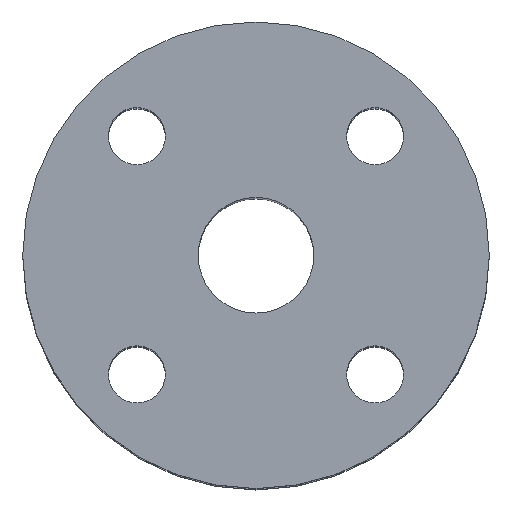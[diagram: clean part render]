
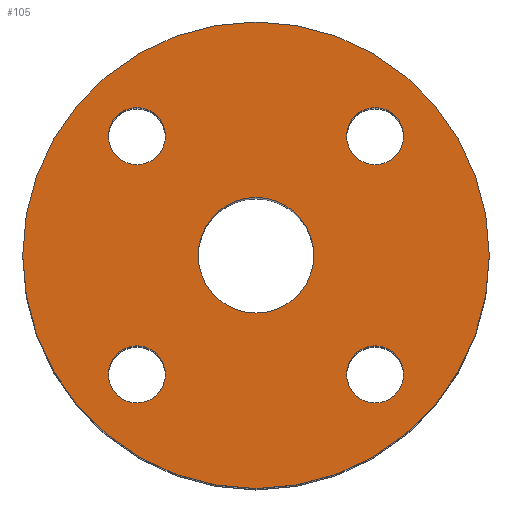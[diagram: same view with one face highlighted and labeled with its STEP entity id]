
A CAD part, top view. The second image highlights one B-rep face of the part: STEP entity #105.
In plain terms, the highlighted planar face has unit normal (0, 0, 1).
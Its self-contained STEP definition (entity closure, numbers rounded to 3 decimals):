
#6 = DIRECTION ( 'NONE',  ( 0., 0., 1. ) ) ;
#29 = VERTEX_POINT ( 'NONE', #20386 ) ;
#105 = ADVANCED_FACE ( 'NONE', ( #13601, #4404, #27740, #18537, #6707, #11629 ), #20993, .F. ) ;
#475 = CIRCLE ( 'NONE', #12261, 11.15 ) ;
#1115 = AXIS2_PLACEMENT_3D ( 'NONE', #6627, #30123, #6469 ) ;
#1956 = DIRECTION ( 'NONE',  ( 0., 0., 1. ) ) ;
#2454 = VERTEX_POINT ( 'NONE', #5085 ) ;
#2808 = CARTESIAN_POINT ( 'NONE',  ( 0., 0., 0. ) ) ;
#3517 = ORIENTED_EDGE ( 'NONE', *, *, #22263, .F. ) ;
#3550 = AXIS2_PLACEMENT_3D ( 'NONE', #25446, #22982, #30348 ) ;
#3568 = AXIS2_PLACEMENT_3D ( 'NONE', #17990, #15671, #28935 ) ;
#3744 = DIRECTION ( 'NONE',  ( 0., 0., 1. ) ) ;
#4404 = FACE_BOUND ( 'NONE', #20338, .T. ) ;
#4660 = EDGE_LOOP ( 'NONE', ( #15869, #22353 ) ) ;
#4689 = AXIS2_PLACEMENT_3D ( 'NONE', #2808, #26145, #26448 ) ;
#4885 = VERTEX_POINT ( 'NONE', #21079 ) ;
#5085 = CARTESIAN_POINT ( 'NONE',  ( 28.481, 22.981, 0. ) ) ;
#5533 = ORIENTED_EDGE ( 'NONE', *, *, #19229, .F. ) ;
#5889 = CARTESIAN_POINT ( 'NONE',  ( 22.981, -22.981, 0. ) ) ;
#6018 = CIRCLE ( 'NONE', #3568, 5.5 ) ;
#6469 = DIRECTION ( 'NONE',  ( 1., 0., 0. ) ) ;
#6530 = EDGE_CURVE ( 'NONE', #19403, #12475, #9406, .T. ) ;
#6627 = CARTESIAN_POINT ( 'NONE',  ( 0., 0., 0. ) ) ;
#6707 = FACE_BOUND ( 'NONE', #10071, .T. ) ;
#6710 = EDGE_CURVE ( 'NONE', #4885, #16059, #6018, .T. ) ;
#7596 = EDGE_LOOP ( 'NONE', ( #18034, #26452 ) ) ;
#7870 = DIRECTION ( 'NONE',  ( 0., 0., 1. ) ) ;
#8135 = EDGE_CURVE ( 'NONE', #26105, #2454, #24167, .T. ) ;
#8157 = EDGE_CURVE ( 'NONE', #12475, #19403, #12892, .T. ) ;
#8346 = DIRECTION ( 'NONE',  ( 0., -1., 0. ) ) ;
#8968 = EDGE_CURVE ( 'NONE', #16059, #4885, #24614, .T. ) ;
#9400 = CIRCLE ( 'NONE', #25590, 5.5 ) ;
#9406 = CIRCLE ( 'NONE', #26574, 45. ) ;
#9425 = VERTEX_POINT ( 'NONE', #26890 ) ;
#9540 = DIRECTION ( 'NONE',  ( 1., 0., 0. ) ) ;
#9813 = CIRCLE ( 'NONE', #28953, 5.5 ) ;
#9940 = CARTESIAN_POINT ( 'NONE',  ( 0., 0., 0. ) ) ;
#10071 = EDGE_LOOP ( 'NONE', ( #23698, #15001 ) ) ;
#10405 = DIRECTION ( 'NONE',  ( 0., 0., 1. ) ) ;
#10789 = CARTESIAN_POINT ( 'NONE',  ( 45., 0., 0. ) ) ;
#10793 = CIRCLE ( 'NONE', #12758, 5.5 ) ;
#11319 = DIRECTION ( 'NONE',  ( 1., 0., 0. ) ) ;
#11629 = FACE_OUTER_BOUND ( 'NONE', #4660, .T. ) ;
#11701 = VERTEX_POINT ( 'NONE', #26792 ) ;
#11925 = CARTESIAN_POINT ( 'NONE',  ( -28.481, 22.981, 0. ) ) ;
#12214 = AXIS2_PLACEMENT_3D ( 'NONE', #27381, #10405, #18029 ) ;
#12261 = AXIS2_PLACEMENT_3D ( 'NONE', #23999, #7870, #24158 ) ;
#12340 = AXIS2_PLACEMENT_3D ( 'NONE', #29563, #17887, #30016 ) ;
#12475 = VERTEX_POINT ( 'NONE', #20741 ) ;
#12758 = AXIS2_PLACEMENT_3D ( 'NONE', #27754, #1956, #11319 ) ;
#12892 = CIRCLE ( 'NONE', #1115, 45. ) ;
#13377 = EDGE_LOOP ( 'NONE', ( #22086, #5533 ) ) ;
#13449 = VERTEX_POINT ( 'NONE', #13982 ) ;
#13601 = FACE_BOUND ( 'NONE', #13377, .T. ) ;
#13675 = CARTESIAN_POINT ( 'NONE',  ( 17.481, 22.981, 0. ) ) ;
#13684 = EDGE_LOOP ( 'NONE', ( #3517, #16315 ) ) ;
#13982 = CARTESIAN_POINT ( 'NONE',  ( 17.481, -22.981, 0. ) ) ;
#14432 = CARTESIAN_POINT ( 'NONE',  ( -28.481, -22.981, 0. ) ) ;
#14538 = DIRECTION ( 'NONE',  ( 0., 0., 1. ) ) ;
#14625 = ORIENTED_EDGE ( 'NONE', *, *, #25662, .F. ) ;
#14921 = CARTESIAN_POINT ( 'NONE',  ( -22.981, -22.981, 0. ) ) ;
#15001 = ORIENTED_EDGE ( 'NONE', *, *, #25983, .F. ) ;
#15671 = DIRECTION ( 'NONE',  ( 0., 0., 1. ) ) ;
#15777 = ORIENTED_EDGE ( 'NONE', *, *, #23817, .F. ) ;
#15824 = AXIS2_PLACEMENT_3D ( 'NONE', #20919, #6, #9540 ) ;
#15869 = ORIENTED_EDGE ( 'NONE', *, *, #6530, .T. ) ;
#16059 = VERTEX_POINT ( 'NONE', #11925 ) ;
#16315 = ORIENTED_EDGE ( 'NONE', *, *, #8135, .F. ) ;
#17887 = DIRECTION ( 'NONE',  ( 0., 0., 1. ) ) ;
#17990 = CARTESIAN_POINT ( 'NONE',  ( -22.981, 22.981, 0. ) ) ;
#18029 = DIRECTION ( 'NONE',  ( -1., 0., 0. ) ) ;
#18034 = ORIENTED_EDGE ( 'NONE', *, *, #6710, .F. ) ;
#18086 = CARTESIAN_POINT ( 'NONE',  ( -11.15, 0., 0. ) ) ;
#18097 = CIRCLE ( 'NONE', #12214, 5.5 ) ;
#18537 = FACE_BOUND ( 'NONE', #13684, .T. ) ;
#18870 = VERTEX_POINT ( 'NONE', #18086 ) ;
#19229 = EDGE_CURVE ( 'NONE', #13449, #29, #26204, .T. ) ;
#19403 = VERTEX_POINT ( 'NONE', #10789 ) ;
#20338 = EDGE_LOOP ( 'NONE', ( #14625, #15777 ) ) ;
#20386 = CARTESIAN_POINT ( 'NONE',  ( 28.481, -22.981, 0. ) ) ;
#20509 = CARTESIAN_POINT ( 'NONE',  ( 22.981, -22.981, 0. ) ) ;
#20741 = CARTESIAN_POINT ( 'NONE',  ( -45., 0., 0. ) ) ;
#20919 = CARTESIAN_POINT ( 'NONE',  ( 22.981, 22.981, 0. ) ) ;
#20993 = PLANE ( 'NONE',  #3550 ) ;
#21079 = CARTESIAN_POINT ( 'NONE',  ( -17.481, 22.981, 0. ) ) ;
#21769 = DIRECTION ( 'NONE',  ( 1., 0., 0. ) ) ;
#22086 = ORIENTED_EDGE ( 'NONE', *, *, #22669, .F. ) ;
#22263 = EDGE_CURVE ( 'NONE', #2454, #26105, #10793, .T. ) ;
#22353 = ORIENTED_EDGE ( 'NONE', *, *, #8157, .T. ) ;
#22669 = EDGE_CURVE ( 'NONE', #29, #13449, #9813, .T. ) ;
#22964 = DIRECTION ( 'NONE',  ( 0., 0., 1. ) ) ;
#22982 = DIRECTION ( 'NONE',  ( 0., 0., -1. ) ) ;
#23698 = ORIENTED_EDGE ( 'NONE', *, *, #28489, .F. ) ;
#23817 = EDGE_CURVE ( 'NONE', #24185, #9425, #9400, .T. ) ;
#23989 = DIRECTION ( 'NONE',  ( 0., 0., 1. ) ) ;
#23999 = CARTESIAN_POINT ( 'NONE',  ( 0., 0., 0. ) ) ;
#24158 = DIRECTION ( 'NONE',  ( 1., 0., 0. ) ) ;
#24167 = CIRCLE ( 'NONE', #15824, 5.5 ) ;
#24185 = VERTEX_POINT ( 'NONE', #14432 ) ;
#24614 = CIRCLE ( 'NONE', #12340, 5.5 ) ;
#25446 = CARTESIAN_POINT ( 'NONE',  ( 0., 11.15, 0. ) ) ;
#25590 = AXIS2_PLACEMENT_3D ( 'NONE', #14921, #23989, #26598 ) ;
#25662 = EDGE_CURVE ( 'NONE', #9425, #24185, #18097, .T. ) ;
#25983 = EDGE_CURVE ( 'NONE', #18870, #11701, #475, .T. ) ;
#26105 = VERTEX_POINT ( 'NONE', #13675 ) ;
#26145 = DIRECTION ( 'NONE',  ( 0., 0., 1. ) ) ;
#26204 = CIRCLE ( 'NONE', #30124, 5.5 ) ;
#26448 = DIRECTION ( 'NONE',  ( 1., 0., 0. ) ) ;
#26452 = ORIENTED_EDGE ( 'NONE', *, *, #8968, .F. ) ;
#26574 = AXIS2_PLACEMENT_3D ( 'NONE', #9940, #14538, #21769 ) ;
#26598 = DIRECTION ( 'NONE',  ( -1., 0., 0. ) ) ;
#26792 = CARTESIAN_POINT ( 'NONE',  ( 11.15, 0., 0. ) ) ;
#26890 = CARTESIAN_POINT ( 'NONE',  ( -17.481, -22.981, 0. ) ) ;
#27381 = CARTESIAN_POINT ( 'NONE',  ( -22.981, -22.981, 0. ) ) ;
#27565 = DIRECTION ( 'NONE',  ( 0., -1., 0. ) ) ;
#27740 = FACE_BOUND ( 'NONE', #7596, .T. ) ;
#27754 = CARTESIAN_POINT ( 'NONE',  ( 22.981, 22.981, 0. ) ) ;
#28224 = CIRCLE ( 'NONE', #4689, 11.15 ) ;
#28489 = EDGE_CURVE ( 'NONE', #11701, #18870, #28224, .T. ) ;
#28935 = DIRECTION ( 'NONE',  ( 0., 1., 0. ) ) ;
#28953 = AXIS2_PLACEMENT_3D ( 'NONE', #5889, #3744, #8346 ) ;
#29563 = CARTESIAN_POINT ( 'NONE',  ( -22.981, 22.981, 0. ) ) ;
#30016 = DIRECTION ( 'NONE',  ( 0., 1., 0. ) ) ;
#30123 = DIRECTION ( 'NONE',  ( 0., 0., 1. ) ) ;
#30124 = AXIS2_PLACEMENT_3D ( 'NONE', #20509, #22964, #27565 ) ;
#30348 = DIRECTION ( 'NONE',  ( -1., 0., 0. ) ) ;
